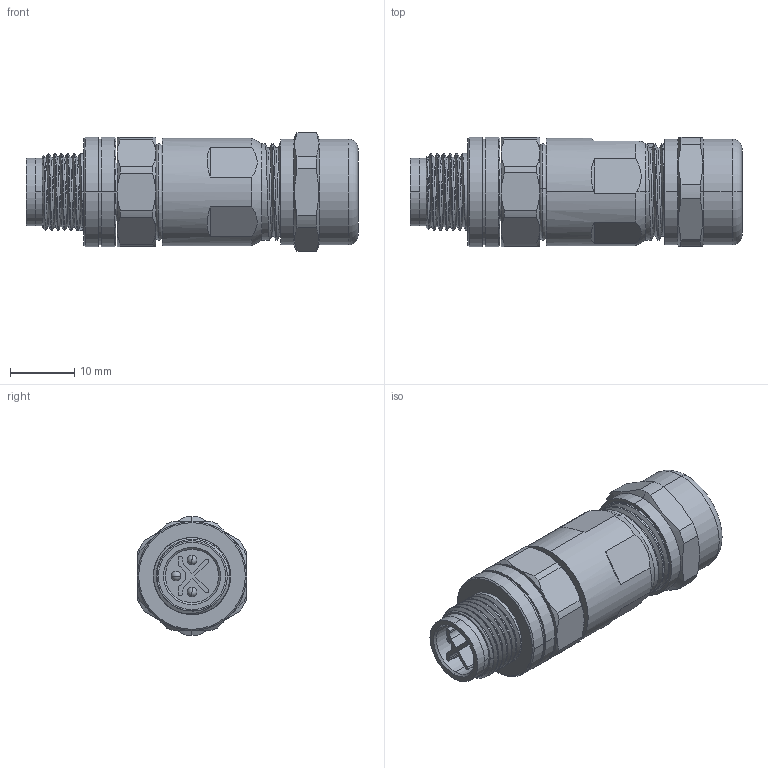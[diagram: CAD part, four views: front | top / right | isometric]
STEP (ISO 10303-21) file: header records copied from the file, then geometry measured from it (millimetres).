
FILE_DESCRIPTION (( 'STEP AP203' ), '1' );
FILE_NAME ('55-00454.STEP', '2025-03-25T01:51:38', ( '' ), ( '' ), 'SwSTEP 2.0', 'SolidWorks 2021', '' );
FILE_SCHEMA (( 'CONFIG_CONTROL_DESIGN' ));
Length unit declared in the file: millimetre
Products named in the file (12): 55-00454-09___; 55-00454-11___; 55-00454-07; 55-00454-03___; 55-00454-08___; 55-00454-10___; 55-00454-01___; 55-00454-02___; 55-00454; 55-00454-06_step; 55-00454-11L___; 55-00454-04___
Assembly tree (12 placements, depth 2):
  55-00454
    55-00454-01___
    55-00454-02___
    55-00454-03___
    55-00454-04___
    55-00454-06_step
    55-00454-07
    55-00454-08___
    55-00454-09___
    55-00454-10___
    55-00454-11___  x2
    55-00454-11L___
Bounding box: 51.7 x 17 x 18.5 mm (x, y, z)
Volume: 7070.3 mm3; surface area: 11147.7 mm2
Topology: 12 solids, 12 shells, 488 faces, 1221 edges, 774 vertices
Faces by surface type: cylinder 192, plane 166, cone 80, torus 28, bspline 16, sphere 6
Entity records: 19639 total; most frequent: CARTESIAN_POINT 7624, ORIENTED_EDGE 2286, DIRECTION 2257, EDGE_CURVE 1143, AXIS2_PLACEMENT_3D 899, VERTEX_POINT 734, EDGE_LOOP 503, LINE 459
